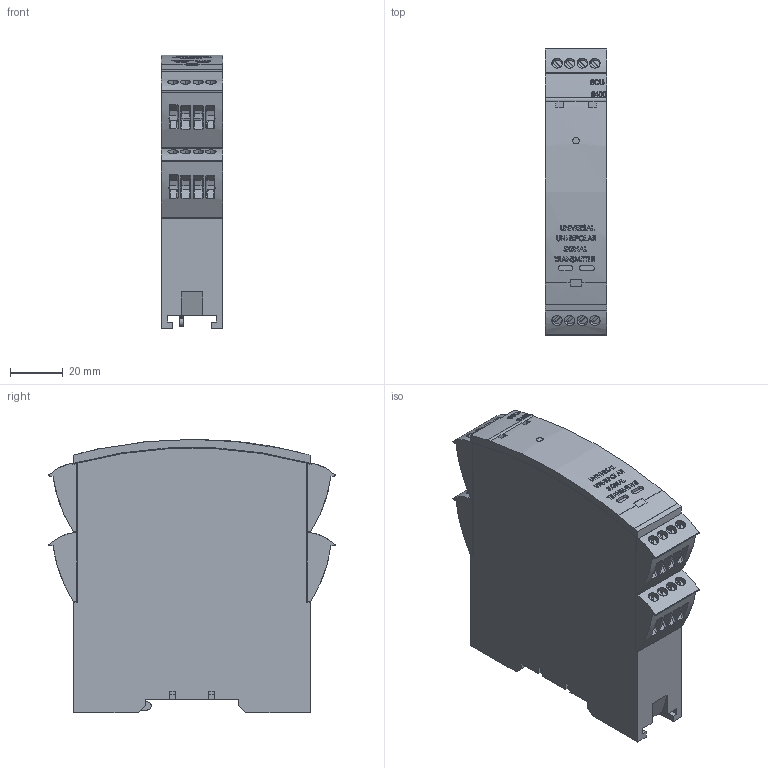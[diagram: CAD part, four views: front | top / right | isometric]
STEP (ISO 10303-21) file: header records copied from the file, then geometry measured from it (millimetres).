
FILE_DESCRIPTION (( 'STEP AP214' ), '1' );
FILE_NAME ('SCU-8400.STEP', '2019-04-22T16:35:10', ( '' ), ( '' ), 'SwSTEP 2.0', 'SolidWorks 2017', '' );
FILE_SCHEMA (( 'AUTOMOTIVE_DESIGN' ));
Length unit declared in the file: millimetre
Products named in the file (1): SCU-8400
Bounding box: 23.5 x 109 x 104 mm (x, y, z)
Volume: 216802.8 mm3; surface area: 32765.2 mm2
Topology: 1 solids, 1 shells, 1079 faces, 2924 edges, 1952 vertices
Faces by surface type: plane 626, bspline 242, cylinder 211
Entity records: 59986 total; most frequent: CARTESIAN_POINT 30567, ORIENTED_EDGE 5848, DIRECTION 4049, EDGE_CURVE 2924, VERTEX_POINT 1952, VECTOR 1505, LINE 1505, AXIS2_PLACEMENT_3D 1272
